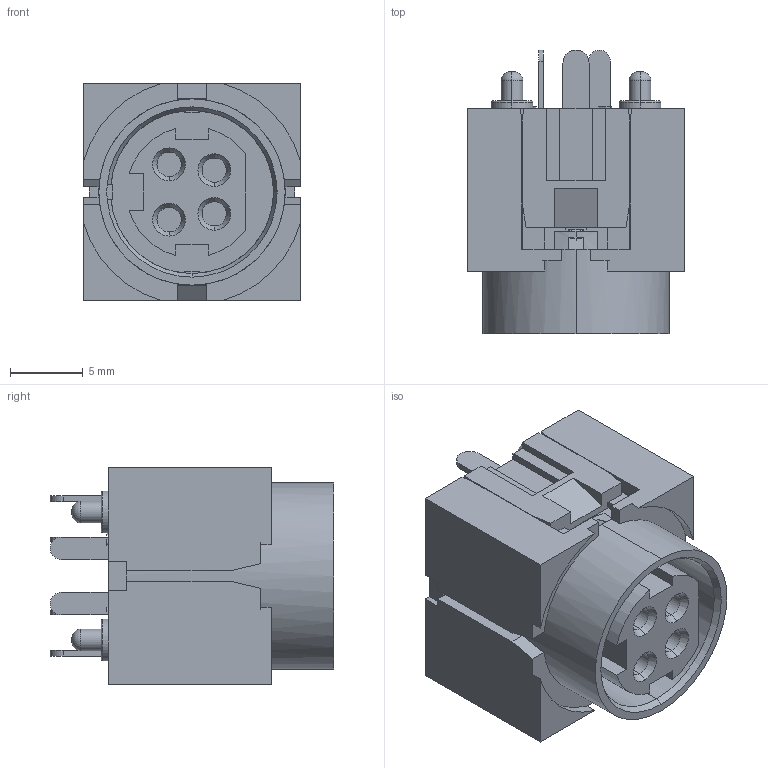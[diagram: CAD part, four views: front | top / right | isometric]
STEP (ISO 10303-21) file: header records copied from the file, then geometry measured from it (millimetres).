
FILE_DESCRIPTION (( 'STEP AP214' ), '1' );
FILE_NAME ('CUI_DEVICES_PD-40V.step', '2019-10-20T23:48:09', ( '' ), ( '' ), 'SwSTEP 2.0', 'SolidWorks 2019', '' );
FILE_SCHEMA (( 'AUTOMOTIVE_DESIGN' ));
Length unit declared in the file: inch
Products named in the file (1): CUI_DEVICES_PD-40V
Bounding box: 14.9 x 19.5 x 14.9 mm (x, y, z)
Volume: 2530.9 mm3; surface area: 2990.2 mm2
Topology: 1 solids, 1 shells, 374 faces, 1012 edges, 664 vertices
Faces by surface type: plane 264, cylinder 60, bspline 23, torus 16, cone 11
Entity records: 16642 total; most frequent: CARTESIAN_POINT 3364, ORIENTED_EDGE 2024, DIRECTION 1829, EDGE_CURVE 1012, VECTOR 767, LINE 767, VERTEX_POINT 664, AXIS2_PLACEMENT_3D 531
